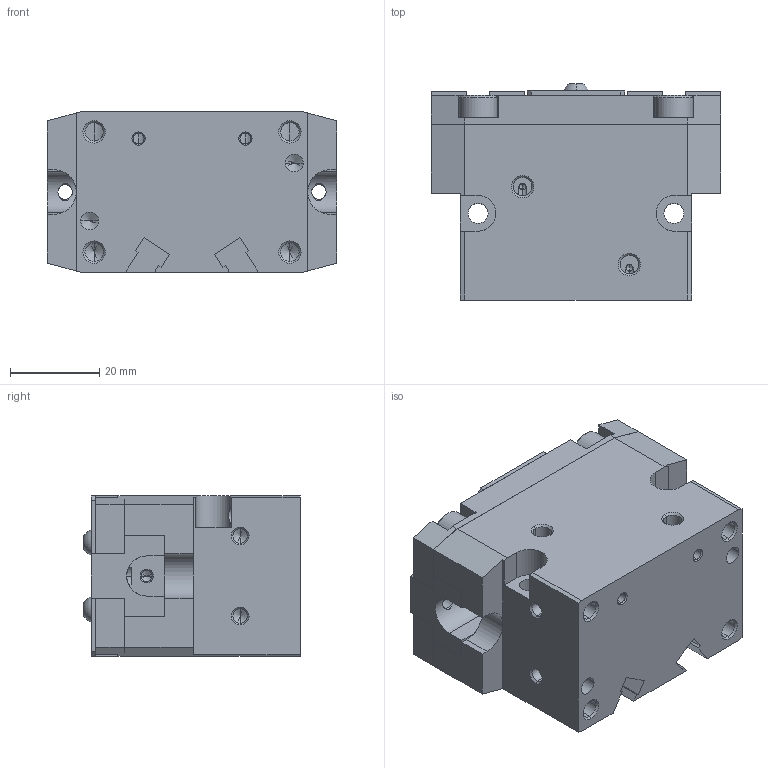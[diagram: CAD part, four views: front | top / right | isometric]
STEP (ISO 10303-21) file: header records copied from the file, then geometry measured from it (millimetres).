
FILE_DESCRIPTION( ( '' ), '1' );
FILE_NAME( 'qpg206s_op065snc_0_2_14a.stp', '2010-10-25T14:14:08', ( '' ), ( '' ), ' ', ' ', ' ' );
FILE_SCHEMA( ( 'automotive_design' ) );
Length unit declared in the file: millimetre
Products named in the file (3): 1; 2; 3
Bounding box: 65 x 48.65 x 36 mm (x, y, z)
Volume: 85619.9 mm3; surface area: 27437.1 mm2
Topology: 3 solids, 3 shells, 376 faces, 984 edges, 606 vertices
Faces by surface type: plane 206, cone 84, cylinder 82, torus 4
Entity records: 22743 total; most frequent: CARTESIAN_POINT 2646, STYLED_ITEM 1937, PRESENTATION_STYLE_ASSIGNMENT 1937, COLOUR_RGB 1937, DIRECTION 1910, ORIENTED_EDGE 1904, EDGE_CURVE 952, CURVE_STYLE 952
